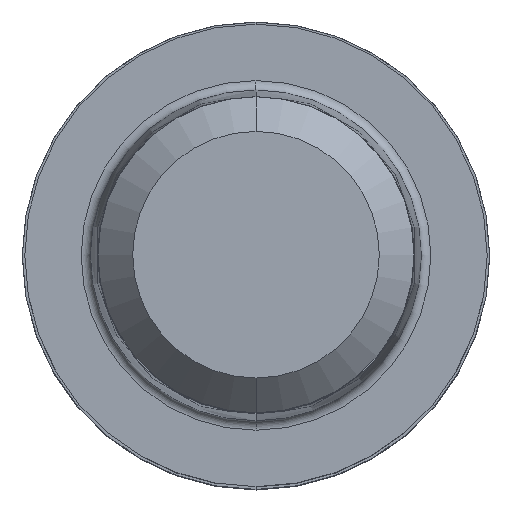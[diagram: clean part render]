
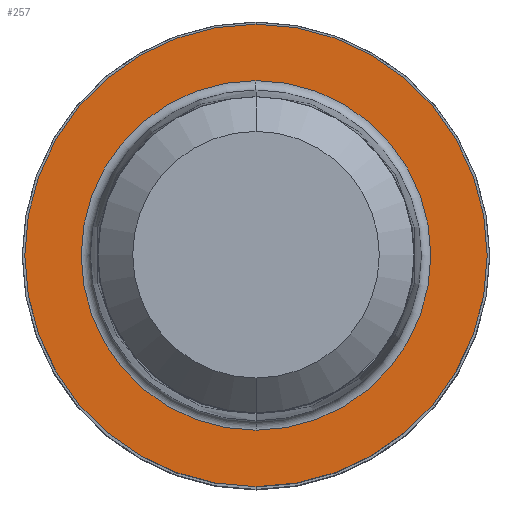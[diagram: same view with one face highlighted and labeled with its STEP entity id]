
A CAD part, top view. The second image highlights one B-rep face of the part: STEP entity #257.
In plain terms, the highlighted planar face has unit normal (0, 0, 1).
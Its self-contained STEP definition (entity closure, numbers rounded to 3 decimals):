
#257=ADVANCED_FACE('',(#615,#616),#617,.T.);
#279=VERTEX_POINT('',#643);
#361=EDGE_CURVE('',#447,#279,#734,.T.);
#431=EDGE_CURVE('',#441,#461,#814,.T.);
#441=VERTEX_POINT('',#827);
#447=VERTEX_POINT('',#833);
#461=VERTEX_POINT('',#848);
#483=EDGE_CURVE('',#279,#447,#874,.T.);
#491=EDGE_CURVE('',#461,#441,#882,.T.);
#615=FACE_OUTER_BOUND('',#1027,.T.);
#616=FACE_BOUND('',#1028,.T.);
#617=PLANE('',#1029);
#643=CARTESIAN_POINT('',(0.,-5.935,0.01));
#734=CIRCLE('',#1178,5.935);
#814=CIRCLE('',#1282,7.85);
#827=CARTESIAN_POINT('',(0.0,7.85,0.01));
#833=CARTESIAN_POINT('',(0.0,5.935,0.01));
#848=CARTESIAN_POINT('',(0.,-7.85,0.01));
#874=CIRCLE('',#1350,5.935);
#882=CIRCLE('',#1364,7.85);
#1027=EDGE_LOOP('',(#1502,#1503));
#1028=EDGE_LOOP('',(#1504,#1505));
#1029=AXIS2_PLACEMENT_3D('',#1506,#1507,#1508);
#1178=AXIS2_PLACEMENT_3D('',#1655,#1656,#1657);
#1282=AXIS2_PLACEMENT_3D('',#1759,#1760,#1761);
#1350=AXIS2_PLACEMENT_3D('',#1838,#1839,#1840);
#1364=AXIS2_PLACEMENT_3D('',#1846,#1847,#1848);
#1502=ORIENTED_EDGE('',*,*,#431,.F.);
#1503=ORIENTED_EDGE('',*,*,#491,.F.);
#1504=ORIENTED_EDGE('',*,*,#361,.T.);
#1505=ORIENTED_EDGE('',*,*,#483,.T.);
#1506=CARTESIAN_POINT('',(0.0,3.925,0.01));
#1507=DIRECTION('',(-0.0,0.0,1.0));
#1508=DIRECTION('',(0.0,-1.0,0.0));
#1655=CARTESIAN_POINT('',(0.0,0.0,0.01));
#1656=DIRECTION('',(0.0,0.0,-1.0));
#1657=DIRECTION('',(0.0,1.0,0.0));
#1759=CARTESIAN_POINT('',(0.0,0.0,0.01));
#1760=DIRECTION('',(0.0,0.0,-1.0));
#1761=DIRECTION('',(0.0,1.0,0.0));
#1838=CARTESIAN_POINT('',(0.0,0.0,0.01));
#1839=DIRECTION('',(0.0,0.0,-1.0));
#1840=DIRECTION('',(0.0,1.0,0.0));
#1846=CARTESIAN_POINT('',(0.0,0.0,0.01));
#1847=DIRECTION('',(0.0,0.0,-1.0));
#1848=DIRECTION('',(0.0,1.0,0.0));
